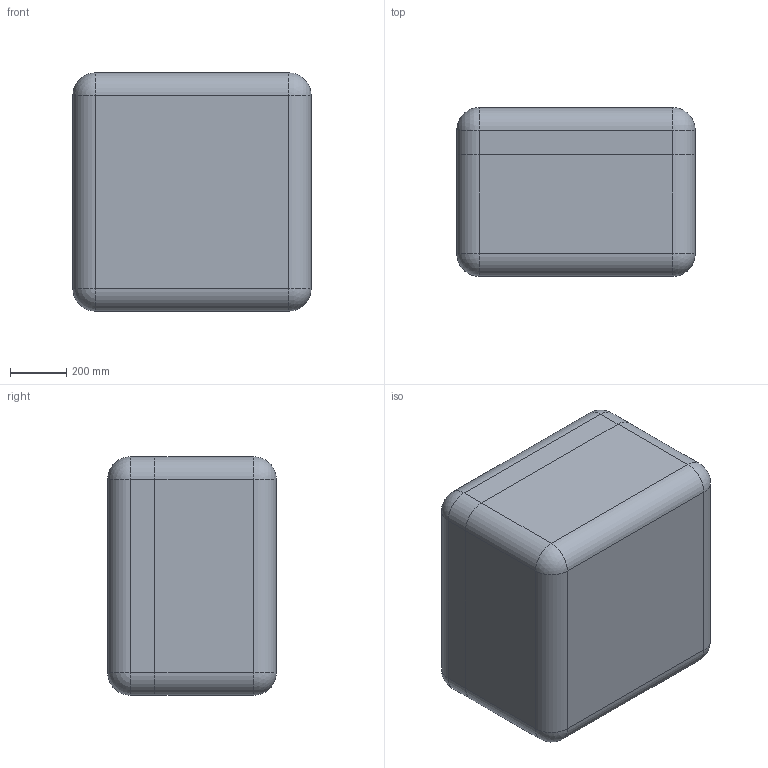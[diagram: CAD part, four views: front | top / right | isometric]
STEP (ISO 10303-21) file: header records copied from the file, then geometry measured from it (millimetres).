
FILE_DESCRIPTION (( 'STEP AP214' ), '1' );
FILE_NAME ('Êîíòåéíåð ÀÄÌÈÐÀË®ÏÐÎÔÅÑÑÈÎÍÀËÜÍÛÅ 136_óïðîùåííàÿ 3D-ìîäåëü.STEP', '2025-08-27T14:26:49', ( '' ), ( '' ), 'SwSTEP 2.0', 'SolidWorks 2021', '' );
FILE_SCHEMA (( 'AUTOMOTIVE_DESIGN' ));
Length unit declared in the file: millimetre
Products named in the file (3): Êîíòåéíåð ÀÄÌÈÐÀË®ÏÐÎÔÅÑÑÈÎÍÀËÜÍÛÅ 136_óïðîùåííàÿ 3D-ìîäåëü; Base 138; Lid 132
Assembly tree (2 placements, depth 2):
  Êîíòåéíåð ÀÄÌÈÐÀË®ÏÐÎÔÅÑÑÈÎÍÀËÜÍÛÅ 136_óïðîùåííàÿ 3D-ìîäåëü
    Base 138
    Lid 132
Bounding box: 843.82 x 597.09 x 843.82 mm (x, y, z)
Volume: 156226857.5 mm3; surface area: 7015945.1 mm2
Topology: 2 solids, 2 shells, 1540 faces, 3860 edges, 2232 vertices
Faces by surface type: cylinder 614, plane 330, bspline 288, torus 252, sphere 32, cone 24
Entity records: 55837 total; most frequent: CARTESIAN_POINT 21334, ORIENTED_EDGE 7528, DIRECTION 7046, EDGE_CURVE 3764, AXIS2_PLACEMENT_3D 2793, VERTEX_POINT 2232, EDGE_LOOP 1560, ADVANCED_FACE 1540
